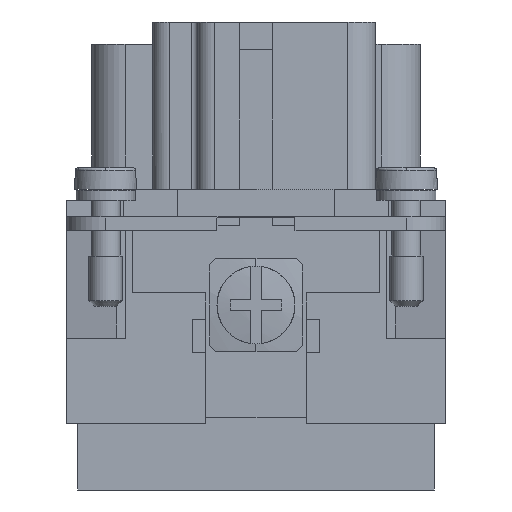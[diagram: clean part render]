
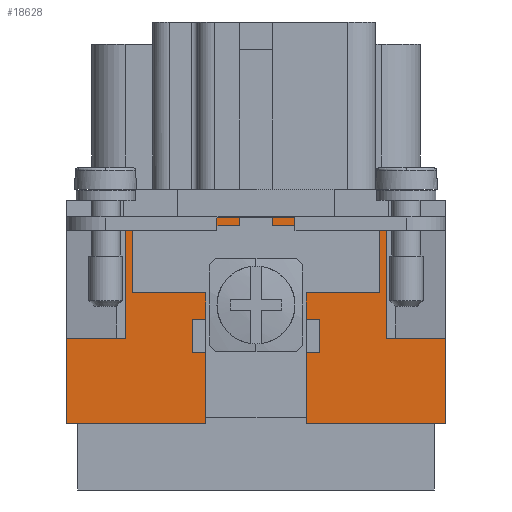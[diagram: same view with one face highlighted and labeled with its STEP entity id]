
A CAD part, left-side view. The second image highlights one B-rep face of the part: STEP entity #18628.
In plain terms, the highlighted planar face has unit normal (-1, 0, 0).
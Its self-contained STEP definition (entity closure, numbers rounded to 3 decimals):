
#18205=CARTESIAN_POINT('',(-31.6,-11.75,19.5));
#18206=VERTEX_POINT('',#18205);
#18213=CARTESIAN_POINT('',(-31.6,-11.75,8.625));
#18214=VERTEX_POINT('',#18213);
#18215=CARTESIAN_POINT('',(-31.6,-11.75,8.625));
#18216=DIRECTION('',(0.0,0.0,1.0));
#18217=VECTOR('',#18216,10.875);
#18218=LINE('',#18215,#18217);
#18219=EDGE_CURVE('',#18214,#18206,#18218,.T.);
#18534=CARTESIAN_POINT('',(-31.6,-17.0,0.0));
#18535=DIRECTION('',(-1.0,0.0,0.0));
#18536=DIRECTION('',(0.0,0.0,1.0));
#18537=AXIS2_PLACEMENT_3D('',#18534,#18535,#18536);
#18538=PLANE('',#18537);
#18539=CARTESIAN_POINT('',(-31.6,11.75,19.5));
#18540=VERTEX_POINT('',#18539);
#18541=CARTESIAN_POINT('',(-31.6,-11.75,19.5));
#18542=DIRECTION('',(0.0,1.0,0.0));
#18543=VECTOR('',#18542,23.5);
#18544=LINE('',#18541,#18543);
#18545=EDGE_CURVE('',#18206,#18540,#18544,.T.);
#18546=ORIENTED_EDGE('',*,*,#18545,.T.);
#18547=CARTESIAN_POINT('',(-31.6,11.75,8.625));
#18548=VERTEX_POINT('',#18547);
#18549=CARTESIAN_POINT('',(-31.6,11.75,19.5));
#18550=DIRECTION('',(0.0,0.0,-1.0));
#18551=VECTOR('',#18550,10.875);
#18552=LINE('',#18549,#18551);
#18553=EDGE_CURVE('',#18540,#18548,#18552,.T.);
#18554=ORIENTED_EDGE('',*,*,#18553,.T.);
#18555=CARTESIAN_POINT('',(-31.6,17.0,8.625));
#18556=VERTEX_POINT('',#18555);
#18557=CARTESIAN_POINT('',(-31.6,11.75,8.625));
#18558=DIRECTION('',(0.0,1.0,0.0));
#18559=VECTOR('',#18558,5.25);
#18560=LINE('',#18557,#18559);
#18561=EDGE_CURVE('',#18548,#18556,#18560,.T.);
#18562=ORIENTED_EDGE('',*,*,#18561,.T.);
#18563=CARTESIAN_POINT('',(-31.6,17.0,1.0));
#18564=VERTEX_POINT('',#18563);
#18565=CARTESIAN_POINT('',(-31.6,17.0,1.0));
#18566=DIRECTION('',(0.0,0.0,1.0));
#18567=VECTOR('',#18566,7.625);
#18568=LINE('',#18565,#18567);
#18569=EDGE_CURVE('',#18564,#18556,#18568,.T.);
#18570=ORIENTED_EDGE('',*,*,#18569,.F.);
#18571=CARTESIAN_POINT('',(-31.6,4.55,1.0));
#18572=VERTEX_POINT('',#18571);
#18573=CARTESIAN_POINT('',(-31.6,17.0,1.0));
#18574=DIRECTION('',(0.0,-1.0,0.0));
#18575=VECTOR('',#18574,12.45);
#18576=LINE('',#18573,#18575);
#18577=EDGE_CURVE('',#18564,#18572,#18576,.T.);
#18578=ORIENTED_EDGE('',*,*,#18577,.T.);
#18579=CARTESIAN_POINT('',(-31.6,4.55,4.5));
#18580=VERTEX_POINT('',#18579);
#18581=CARTESIAN_POINT('',(-31.6,4.55,1.0));
#18582=DIRECTION('',(0.0,0.0,1.0));
#18583=VECTOR('',#18582,3.5);
#18584=LINE('',#18581,#18583);
#18585=EDGE_CURVE('',#18572,#18580,#18584,.T.);
#18586=ORIENTED_EDGE('',*,*,#18585,.T.);
#18587=CARTESIAN_POINT('',(-31.6,-4.55,4.5));
#18588=VERTEX_POINT('',#18587);
#18589=CARTESIAN_POINT('',(-31.6,4.55,4.5));
#18590=DIRECTION('',(0.0,-1.0,0.0));
#18591=VECTOR('',#18590,9.1);
#18592=LINE('',#18589,#18591);
#18593=EDGE_CURVE('',#18580,#18588,#18592,.T.);
#18594=ORIENTED_EDGE('',*,*,#18593,.T.);
#18595=CARTESIAN_POINT('',(-31.6,-4.55,1.0));
#18596=VERTEX_POINT('',#18595);
#18597=CARTESIAN_POINT('',(-31.6,-4.55,4.5));
#18598=DIRECTION('',(0.0,0.0,-1.0));
#18599=VECTOR('',#18598,3.5);
#18600=LINE('',#18597,#18599);
#18601=EDGE_CURVE('',#18588,#18596,#18600,.T.);
#18602=ORIENTED_EDGE('',*,*,#18601,.T.);
#18603=CARTESIAN_POINT('',(-31.6,-17.0,1.0));
#18604=VERTEX_POINT('',#18603);
#18605=CARTESIAN_POINT('',(-31.6,-4.55,1.0));
#18606=DIRECTION('',(0.0,-1.0,0.0));
#18607=VECTOR('',#18606,12.45);
#18608=LINE('',#18605,#18607);
#18609=EDGE_CURVE('',#18596,#18604,#18608,.T.);
#18610=ORIENTED_EDGE('',*,*,#18609,.T.);
#18611=CARTESIAN_POINT('',(-31.6,-17.0,8.625));
#18612=VERTEX_POINT('',#18611);
#18613=CARTESIAN_POINT('',(-31.6,-17.0,1.0));
#18614=DIRECTION('',(0.0,0.0,1.0));
#18615=VECTOR('',#18614,7.625);
#18616=LINE('',#18613,#18615);
#18617=EDGE_CURVE('',#18604,#18612,#18616,.T.);
#18618=ORIENTED_EDGE('',*,*,#18617,.T.);
#18619=CARTESIAN_POINT('',(-31.6,-17.0,8.625));
#18620=DIRECTION('',(0.0,1.0,0.0));
#18621=VECTOR('',#18620,5.25);
#18622=LINE('',#18619,#18621);
#18623=EDGE_CURVE('',#18612,#18214,#18622,.T.);
#18624=ORIENTED_EDGE('',*,*,#18623,.T.);
#18625=ORIENTED_EDGE('',*,*,#18219,.T.);
#18626=EDGE_LOOP('',(#18546,#18554,#18562,#18570,#18578,#18586,#18594,#18602,#18610,#18618,#18624,#18625));
#18627=FACE_OUTER_BOUND('',#18626,.T.);
#18628=ADVANCED_FACE('',(#18627),#18538,.T.);
